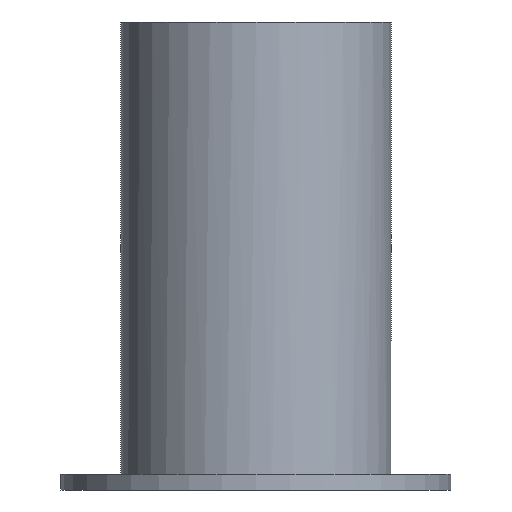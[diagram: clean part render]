
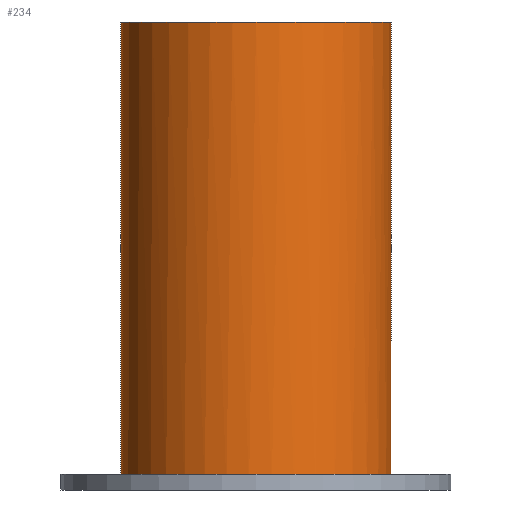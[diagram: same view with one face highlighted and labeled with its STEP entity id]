
A CAD part, front view. The second image highlights one B-rep face of the part: STEP entity #234.
In plain terms, the highlighted cylindrical face has radius 26 mm (diameter 52 mm), a full revolution.
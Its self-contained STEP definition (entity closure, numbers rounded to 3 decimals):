
#25=CIRCLE('',#264,26.);
#26=CIRCLE('',#265,26.);
#31=CIRCLE('',#274,26.);
#36=B_SPLINE_CURVE_WITH_KNOTS('',3,(#379,#380,#381,#382,#383,#384,#385,
#386,#387,#388,#389,#390,#391,#392,#393,#394,#395,#396),.UNSPECIFIED.,.F.,
 .F.,(4,2,2,2,2,2,2,2,4),(-1.207,-1.057,-0.906,
-0.755,-0.604,-0.453,-0.302,
-0.151,0.),.UNSPECIFIED.);
#42=CYLINDRICAL_SURFACE('',#273,26.);
#53=FACE_OUTER_BOUND('',#69,.T.);
#69=EDGE_LOOP('',(#194,#195,#196,#197,#198,#199,#200,#201));
#80=LINE('',#363,#94);
#84=LINE('',#372,#98);
#91=LINE('',#442,#105);
#94=VECTOR('',#289,10.);
#98=VECTOR('',#295,10.);
#105=VECTOR('',#336,26.);
#108=VERTEX_POINT('',#361);
#109=VERTEX_POINT('',#362);
#112=VERTEX_POINT('',#370);
#113=VERTEX_POINT('',#371);
#118=VERTEX_POINT('',#423);
#123=VERTEX_POINT('',#440);
#128=EDGE_CURVE('',#108,#109,#80,.T.);
#132=EDGE_CURVE('',#112,#113,#84,.T.);
#136=EDGE_CURVE('',#113,#108,#36,.T.);
#142=EDGE_CURVE('',#112,#118,#25,.T.);
#143=EDGE_CURVE('',#118,#109,#26,.T.);
#150=EDGE_CURVE('',#123,#123,#31,.T.);
#151=EDGE_CURVE('',#123,#118,#91,.T.);
#194=ORIENTED_EDGE('',*,*,#150,.F.);
#195=ORIENTED_EDGE('',*,*,#151,.T.);
#196=ORIENTED_EDGE('',*,*,#142,.F.);
#197=ORIENTED_EDGE('',*,*,#132,.T.);
#198=ORIENTED_EDGE('',*,*,#136,.T.);
#199=ORIENTED_EDGE('',*,*,#128,.T.);
#200=ORIENTED_EDGE('',*,*,#143,.F.);
#201=ORIENTED_EDGE('',*,*,#151,.F.);
#234=ADVANCED_FACE('',(#53),#42,.T.);
#264=AXIS2_PLACEMENT_3D('',#424,#312,#313);
#265=AXIS2_PLACEMENT_3D('',#425,#314,#315);
#273=AXIS2_PLACEMENT_3D('',#439,#332,#333);
#274=AXIS2_PLACEMENT_3D('',#441,#334,#335);
#289=DIRECTION('',(0.,0.,-1.));
#295=DIRECTION('',(0.,0.,1.));
#312=DIRECTION('center_axis',(0.,0.,-1.));
#313=DIRECTION('ref_axis',(1.,0.,0.));
#314=DIRECTION('center_axis',(0.,0.,-1.));
#315=DIRECTION('ref_axis',(1.,0.,0.));
#332=DIRECTION('center_axis',(0.,0.,1.));
#333=DIRECTION('ref_axis',(1.,0.,0.));
#334=DIRECTION('center_axis',(0.,0.,1.));
#335=DIRECTION('ref_axis',(1.,0.,0.));
#336=DIRECTION('',(0.,0.,-1.));
#361=CARTESIAN_POINT('',(-4.,25.69,-76.));
#362=CARTESIAN_POINT('',(-4.,25.69,-80.));
#363=CARTESIAN_POINT('',(-4.,25.69,0.));
#370=CARTESIAN_POINT('',(4.,25.69,-80.));
#371=CARTESIAN_POINT('',(4.,25.69,-76.));
#372=CARTESIAN_POINT('',(4.,25.69,0.));
#379=CARTESIAN_POINT('Ctrl Pts',(4.,25.69,-76.));
#380=CARTESIAN_POINT('Ctrl Pts',(4.,25.69,-75.497));
#381=CARTESIAN_POINT('Ctrl Pts',(3.899,25.707,-74.961));
#382=CARTESIAN_POINT('Ctrl Pts',(3.491,25.765,-73.976));
#383=CARTESIAN_POINT('Ctrl Pts',(3.183,25.807,-73.526));
#384=CARTESIAN_POINT('Ctrl Pts',(2.474,25.885,-72.817));
#385=CARTESIAN_POINT('Ctrl Pts',(2.024,25.926,-72.509));
#386=CARTESIAN_POINT('Ctrl Pts',(1.039,25.984,-72.101));
#387=CARTESIAN_POINT('Ctrl Pts',(0.503,26.,-72.));
#388=CARTESIAN_POINT('Ctrl Pts',(-0.503,26.,-72.));
#389=CARTESIAN_POINT('Ctrl Pts',(-1.039,25.984,-72.101));
#390=CARTESIAN_POINT('Ctrl Pts',(-2.024,25.926,-72.509));
#391=CARTESIAN_POINT('Ctrl Pts',(-2.474,25.885,-72.817));
#392=CARTESIAN_POINT('Ctrl Pts',(-3.183,25.807,-73.526));
#393=CARTESIAN_POINT('Ctrl Pts',(-3.491,25.765,-73.976));
#394=CARTESIAN_POINT('Ctrl Pts',(-3.899,25.707,-74.961));
#395=CARTESIAN_POINT('Ctrl Pts',(-4.,25.69,-75.497));
#396=CARTESIAN_POINT('Ctrl Pts',(-4.,25.69,-76.));
#423=CARTESIAN_POINT('',(-26.,0.,-80.));
#424=CARTESIAN_POINT('Origin',(0.,0.,-80.));
#425=CARTESIAN_POINT('Origin',(0.,0.,-80.));
#439=CARTESIAN_POINT('Origin',(0.,0.,0.));
#440=CARTESIAN_POINT('',(-26.,0.,10.));
#441=CARTESIAN_POINT('Origin',(0.,0.,10.));
#442=CARTESIAN_POINT('',(-26.,0.,0.));
